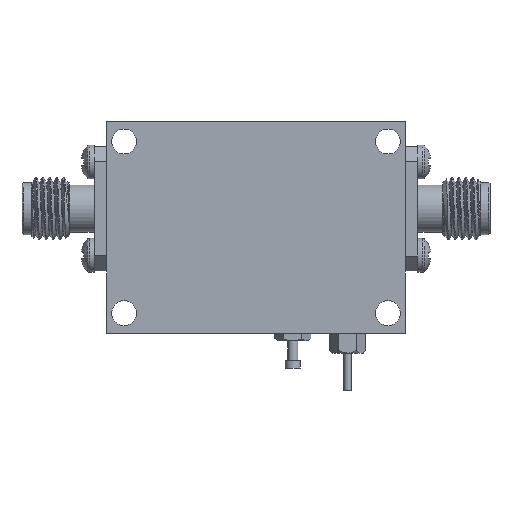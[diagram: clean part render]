
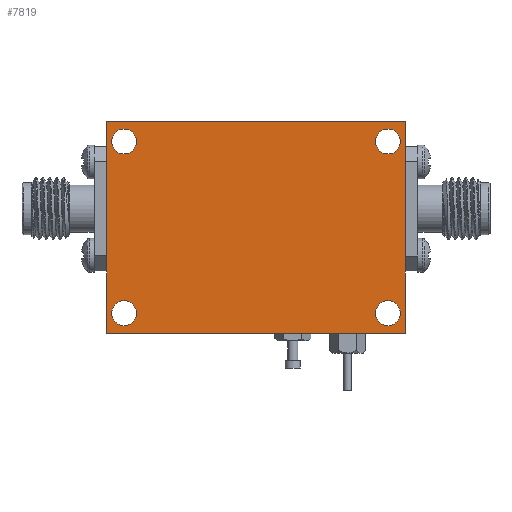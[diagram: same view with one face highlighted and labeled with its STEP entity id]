
A CAD part, front view. The second image highlights one B-rep face of the part: STEP entity #7819.
In plain terms, the highlighted planar face has unit normal (0, -1, 0).
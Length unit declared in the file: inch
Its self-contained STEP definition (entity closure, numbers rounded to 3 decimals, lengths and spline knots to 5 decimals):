
#250 = CARTESIAN_POINT ( 'NONE',  ( -0.53, -0.1875, -0.345 ) ) ;
#467 = FACE_BOUND ( 'NONE', #17737, .T. ) ;
#675 = CARTESIAN_POINT ( 'NONE',  ( -0.6, -0.1875, -0.425 ) ) ;
#795 = CARTESIAN_POINT ( 'NONE',  ( -0.6, -0.1875, -0.425 ) ) ;
#799 = CARTESIAN_POINT ( 'NONE',  ( 0.6, -0.1875, 0.425 ) ) ;
#1090 = EDGE_LOOP ( 'NONE', ( #14786 ) ) ;
#1555 = AXIS2_PLACEMENT_3D ( 'NONE', #12164, #12417, #12293 ) ;
#1647 = ORIENTED_EDGE ( 'NONE', *, *, #16773, .F. ) ;
#1759 = DIRECTION ( 'NONE',  ( 0., 0., 1. ) ) ;
#2118 = PLANE ( 'NONE',  #9624 ) ;
#2824 = EDGE_CURVE ( 'NONE', #5418, #5418, #6551, .T. ) ;
#2947 = ORIENTED_EDGE ( 'NONE', *, *, #12302, .T. ) ;
#3211 = AXIS2_PLACEMENT_3D ( 'NONE', #6283, #6338, #17350 ) ;
#3487 = VERTEX_POINT ( 'NONE', #10462 ) ;
#3539 = CARTESIAN_POINT ( 'NONE',  ( -0.53, -0.1875, -0.295 ) ) ;
#4239 = ORIENTED_EDGE ( 'NONE', *, *, #16188, .F. ) ;
#4250 = DIRECTION ( 'NONE',  ( 0., 1., 0. ) ) ;
#4384 = VECTOR ( 'NONE', #6606, 39.37008 ) ;
#4431 = EDGE_CURVE ( 'NONE', #7141, #7141, #16592, .T. ) ;
#4502 = VERTEX_POINT ( 'NONE', #7677 ) ;
#4760 = LINE ( 'NONE', #7561, #15552 ) ;
#4984 = FACE_BOUND ( 'NONE', #12017, .T. ) ;
#5351 = ORIENTED_EDGE ( 'NONE', *, *, #12894, .F. ) ;
#5418 = VERTEX_POINT ( 'NONE', #15820 ) ;
#5870 = VECTOR ( 'NONE', #17233, 39.37008 ) ;
#5921 = VERTEX_POINT ( 'NONE', #16718 ) ;
#6130 = AXIS2_PLACEMENT_3D ( 'NONE', #6907, #16561, #11078 ) ;
#6283 = CARTESIAN_POINT ( 'NONE',  ( 0.53, -0.1875, 0.345 ) ) ;
#6338 = DIRECTION ( 'NONE',  ( 0., 1., 0. ) ) ;
#6417 = ORIENTED_EDGE ( 'NONE', *, *, #4431, .T. ) ;
#6441 = VERTEX_POINT ( 'NONE', #10192 ) ;
#6488 = FACE_BOUND ( 'NONE', #6629, .T. ) ;
#6503 = EDGE_CURVE ( 'NONE', #3487, #3487, #6801, .T. ) ;
#6514 = VERTEX_POINT ( 'NONE', #795 ) ;
#6551 = CIRCLE ( 'NONE', #6130, 0.05 ) ;
#6606 = DIRECTION ( 'NONE',  ( -1., 0., 0. ) ) ;
#6629 = EDGE_LOOP ( 'NONE', ( #16174 ) ) ;
#6801 = CIRCLE ( 'NONE', #3211, 0.05 ) ;
#6907 = CARTESIAN_POINT ( 'NONE',  ( -0.53, -0.1875, 0.345 ) ) ;
#7141 = VERTEX_POINT ( 'NONE', #3539 ) ;
#7561 = CARTESIAN_POINT ( 'NONE',  ( -0.6, -0.1875, 0.425 ) ) ;
#7677 = CARTESIAN_POINT ( 'NONE',  ( 0.53, -0.1875, -0.295 ) ) ;
#7819 = ADVANCED_FACE ( 'NONE', ( #6488, #9292, #467, #4984, #15126 ), #2118, .T. ) ;
#7846 = DIRECTION ( 'NONE',  ( 0., 0., -1. ) ) ;
#8052 = LINE ( 'NONE', #675, #4384 ) ;
#8219 = VERTEX_POINT ( 'NONE', #15211 ) ;
#8443 = LINE ( 'NONE', #799, #5870 ) ;
#8554 = DIRECTION ( 'NONE',  ( 0., 0., 1. ) ) ;
#9282 = LINE ( 'NONE', #11227, #11874 ) ;
#9292 = FACE_BOUND ( 'NONE', #1090, .T. ) ;
#9368 = CARTESIAN_POINT ( 'NONE',  ( 0., -0.1875, 0. ) ) ;
#9624 = AXIS2_PLACEMENT_3D ( 'NONE', #9368, #10739, #7846 ) ;
#10192 = CARTESIAN_POINT ( 'NONE',  ( -0.6, -0.1875, 0.425 ) ) ;
#10462 = CARTESIAN_POINT ( 'NONE',  ( 0.53, -0.1875, 0.395 ) ) ;
#10739 = DIRECTION ( 'NONE',  ( 0., -1., 0. ) ) ;
#10941 = EDGE_LOOP ( 'NONE', ( #4239, #5351, #1647, #13889 ) ) ;
#11078 = DIRECTION ( 'NONE',  ( 0., 0., 1. ) ) ;
#11227 = CARTESIAN_POINT ( 'NONE',  ( -0.6, -0.1875, 0.425 ) ) ;
#11874 = VECTOR ( 'NONE', #16648, 39.37008 ) ;
#12017 = EDGE_LOOP ( 'NONE', ( #6417 ) ) ;
#12164 = CARTESIAN_POINT ( 'NONE',  ( 0.53, -0.1875, -0.345 ) ) ;
#12293 = DIRECTION ( 'NONE',  ( 0., 0., 1. ) ) ;
#12302 = EDGE_CURVE ( 'NONE', #4502, #4502, #13502, .T. ) ;
#12417 = DIRECTION ( 'NONE',  ( 0., 1., 0. ) ) ;
#12894 = EDGE_CURVE ( 'NONE', #6441, #5921, #9282, .T. ) ;
#13502 = CIRCLE ( 'NONE', #1555, 0.05 ) ;
#13638 = AXIS2_PLACEMENT_3D ( 'NONE', #250, #4250, #8554 ) ;
#13889 = ORIENTED_EDGE ( 'NONE', *, *, #16454, .F. ) ;
#14786 = ORIENTED_EDGE ( 'NONE', *, *, #6503, .T. ) ;
#15126 = FACE_OUTER_BOUND ( 'NONE', #10941, .T. ) ;
#15211 = CARTESIAN_POINT ( 'NONE',  ( 0.6, -0.1875, -0.425 ) ) ;
#15552 = VECTOR ( 'NONE', #1759, 39.37008 ) ;
#15820 = CARTESIAN_POINT ( 'NONE',  ( -0.53, -0.1875, 0.395 ) ) ;
#16174 = ORIENTED_EDGE ( 'NONE', *, *, #2824, .T. ) ;
#16188 = EDGE_CURVE ( 'NONE', #5921, #8219, #8443, .T. ) ;
#16454 = EDGE_CURVE ( 'NONE', #8219, #6514, #8052, .T. ) ;
#16561 = DIRECTION ( 'NONE',  ( 0., 1., 0. ) ) ;
#16592 = CIRCLE ( 'NONE', #13638, 0.05 ) ;
#16648 = DIRECTION ( 'NONE',  ( 1., 0., 0. ) ) ;
#16718 = CARTESIAN_POINT ( 'NONE',  ( 0.6, -0.1875, 0.425 ) ) ;
#16773 = EDGE_CURVE ( 'NONE', #6514, #6441, #4760, .T. ) ;
#17233 = DIRECTION ( 'NONE',  ( 0., 0., -1. ) ) ;
#17350 = DIRECTION ( 'NONE',  ( 0., 0., 1. ) ) ;
#17737 = EDGE_LOOP ( 'NONE', ( #2947 ) ) ;
